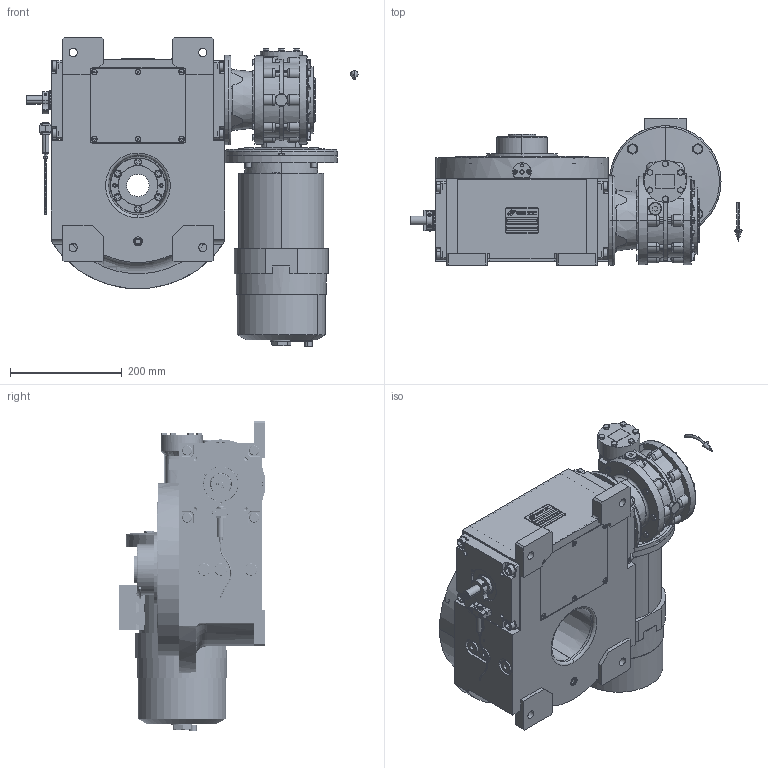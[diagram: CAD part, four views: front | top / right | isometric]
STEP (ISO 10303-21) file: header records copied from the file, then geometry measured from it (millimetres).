
FILE_DESCRIPTION (( 'STEP AP203' ), '1' );
FILE_NAME ('PC5201576.step', '2025-10-15T07:51:59', ( '' ), ( '' ), 'SwSTEP 2.0', 'SolidWorks 2020', '' );
FILE_SCHEMA (( 'CONFIG_CONTROL_DESIGN' ));
Length unit declared in the file: millimetre
Products named in the file (92): cfn2000_01_081; PC5201576; CFN2155_01_195.stp; freccia_angolare; cfn2000_01_099; cfn2003_01_054; rig09_004; CFN2223_02_003.stp; 900_38_30_003; CFN2010_01_020.stp; cfn2107_01_001; cfn2128_04_002; CFN2000_01_185.stp; BA80B5; cfn2151_01_170; CFN2223_02_004.stp; cfn2000_01_126; CFN2203_02_002.stp; cfn2155_01_196; cfn2155_01_095; cfn2151_01_167; RIG09_005_AF0.stp; cfn2400_04_003; RIG09_005_ASM.stp; rig09_007_master; CFN2010_02_002.stp; cfn2151_01_115; cfn2115_02_057; cfn2205_01_015; freccia_angolare_albero; cfn2128_19_002; cfn2104_01_005; rig09_003_10; cfn2115_02_160; cfn2077_01_036; 900_38_11_06_4; cfn2000_01_161; AS_rig09_071_10_m; rig09_016; olio_agip_blasia_150 ...
Assembly tree (81 placements, depth 5):
  PC5201576
    rig09_001_a
    AS_cfn2476_01_002_60x46
      cfn2476_01_002_60x46
      cfn2107_01_001
      cfn2107_01_001
    AS_rig09_071_10_m
      rig09_071_10_m.stp
        RIG09_005_ASM.stp
          RIG09_005_AF0.stp
          RIG09_021_AF0.stp
          CFN2000_01_185.stp
          CFN2000_01_185.stp
          CFN2104_02_018.stp
        CFN2155_01_195.stp
        CFN2010_02_002.stp
      rig09_003_10
      cfn2000_01_099
      cfn2000_01_099
      cfn2000_01_099
      cfn2000_01_099
      cfn2000_01_099
      cfn2000_01_099
      cfn2000_01_099
      cfn2000_01_099
      cfn2104_01_018  x2
    AS_rig09_014
      rig09_014
      cfn2000_01_126
      cfn2000_01_126
      cfn2000_01_126
      cfn2000_01_126
      cfn2000_01_126
      cfn2000_01_126
      cfn2104_01_005
      cfn2155_01_196
      cfn2104_01_005
    AS_rig09_004
      rig09_004
      cfn2000_01_081
      cfn2155_01_095
      cfn2070_05_009
      cfn2000_01_081
      cfn2000_01_081
      cfn2000_01_081
    AS_rig09_004
      rig09_004
      cfn2000_01_081
      cfn2155_01_095
      cfn2070_05_009
      cfn2000_01_081
      cfn2000_01_081
      cfn2000_01_081
    AS_rig09_002_s_003
      rig09_002_s_003
      cfn2115_02_160
    cfn2128_04_002  x3
    cfn2128_19_002
    AS_rig09_016
      rig09_016
Bounding box: 594.5 x 263 x 553.38 mm (x, y, z)
Volume: 13536866.9 mm3; surface area: 1915216.7 mm2
Topology: 71 solids, 73 shells, 3914 faces, 9823 edges, 6267 vertices
Faces by surface type: plane 1864, cylinder 1178, cone 594, torus 262, bspline 12, sphere 4
Entity records: 145339 total; most frequent: CARTESIAN_POINT 44042, ORIENTED_EDGE 19176, DIRECTION 19031, EDGE_CURVE 9590, AXIS2_PLACEMENT_3D 6995, VERTEX_POINT 6181, VECTOR 5041, LINE 5041
